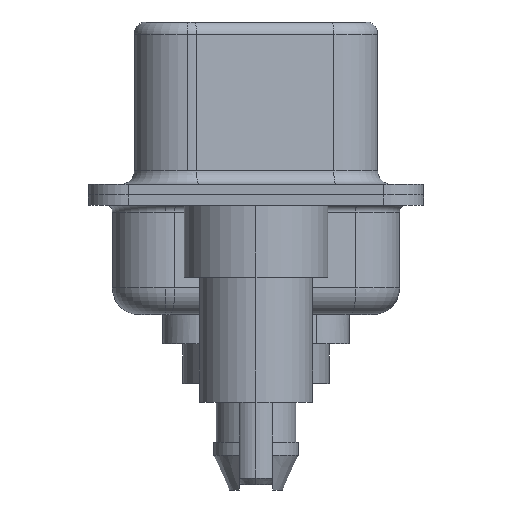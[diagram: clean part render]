
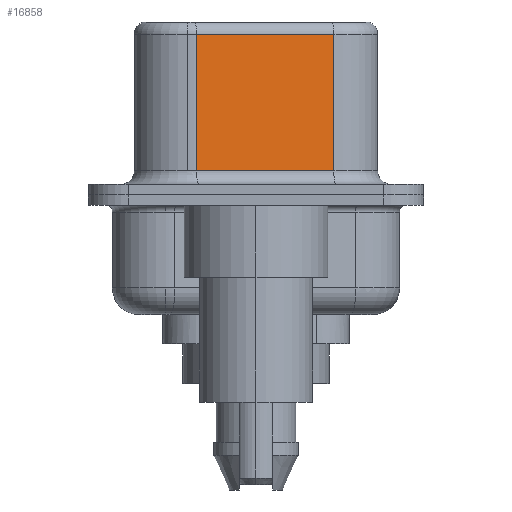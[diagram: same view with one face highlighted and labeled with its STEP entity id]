
A CAD part, left-side view. The second image highlights one B-rep face of the part: STEP entity #16858.
In plain terms, the highlighted planar face has unit normal (-0.985, -0.174, 0).
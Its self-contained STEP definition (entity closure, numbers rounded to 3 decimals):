
#1727 = ORIENTED_EDGE ( 'NONE', *, *, #16087, .F. ) ;
#2357 = VERTEX_POINT ( 'NONE', #17449 ) ;
#2726 = ORIENTED_EDGE ( 'NONE', *, *, #18529, .T. ) ;
#3204 = ORIENTED_EDGE ( 'NONE', *, *, #17995, .T. ) ;
#3588 = ORIENTED_EDGE ( 'NONE', *, *, #5099, .T. ) ;
#5099 = EDGE_CURVE ( 'NONE', #10260, #2357, #6798, .T. ) ;
#5253 = FACE_OUTER_BOUND ( 'NONE', #16884, .T. ) ;
#5266 = VECTOR ( 'NONE', #9548, 1000. ) ;
#5706 = LINE ( 'NONE', #15240, #17225 ) ;
#5780 = VECTOR ( 'NONE', #6740, 1000. ) ;
#6740 = DIRECTION ( 'NONE',  ( -0.174, 0.985, 0. ) ) ;
#6798 = LINE ( 'NONE', #14368, #5780 ) ;
#7368 = DIRECTION ( 'NONE',  ( 0., 0., -1. ) ) ;
#7726 = VERTEX_POINT ( 'NONE', #8486 ) ;
#8192 = LINE ( 'NONE', #17692, #11730 ) ;
#8486 = CARTESIAN_POINT ( 'NONE',  ( 4.58, -2.927, 0.9 ) ) ;
#9548 = DIRECTION ( 'NONE',  ( 0., 0., -1. ) ) ;
#9912 = DIRECTION ( 'NONE',  ( -0.174, 0.985, 0. ) ) ;
#10260 = VERTEX_POINT ( 'NONE', #14259 ) ;
#11730 = VECTOR ( 'NONE', #7368, 1000. ) ;
#12089 = AXIS2_PLACEMENT_3D ( 'NONE', #15722, #18690, #9912 ) ;
#12167 = VERTEX_POINT ( 'NONE', #18126 ) ;
#12505 = CARTESIAN_POINT ( 'NONE',  ( 4.58, -2.927, 6.52 ) ) ;
#13406 = LINE ( 'NONE', #12505, #5266 ) ;
#14259 = CARTESIAN_POINT ( 'NONE',  ( 4.58, -2.927, 6.02 ) ) ;
#14368 = CARTESIAN_POINT ( 'NONE',  ( 4.58, -2.927, 6.02 ) ) ;
#15240 = CARTESIAN_POINT ( 'NONE',  ( 4.58, -2.927, 0.9 ) ) ;
#15722 = CARTESIAN_POINT ( 'NONE',  ( 4.58, -2.927, 6.52 ) ) ;
#15785 = PLANE ( 'NONE',  #12089 ) ;
#16087 = EDGE_CURVE ( 'NONE', #10260, #7726, #13406, .T. ) ;
#16858 = ADVANCED_FACE ( 'NONE', ( #5253 ), #15785, .F. ) ;
#16884 = EDGE_LOOP ( 'NONE', ( #1727, #3588, #2726, #3204 ) ) ;
#17225 = VECTOR ( 'NONE', #18135, 1000. ) ;
#17449 = CARTESIAN_POINT ( 'NONE',  ( 3.67, 2.233, 6.02 ) ) ;
#17692 = CARTESIAN_POINT ( 'NONE',  ( 3.67, 2.233, 6.52 ) ) ;
#17995 = EDGE_CURVE ( 'NONE', #12167, #7726, #5706, .T. ) ;
#18126 = CARTESIAN_POINT ( 'NONE',  ( 3.67, 2.233, 0.9 ) ) ;
#18135 = DIRECTION ( 'NONE',  ( 0.174, -0.985, 0. ) ) ;
#18529 = EDGE_CURVE ( 'NONE', #2357, #12167, #8192, .T. ) ;
#18690 = DIRECTION ( 'NONE',  ( 0.985, 0.174, 0. ) ) ;
